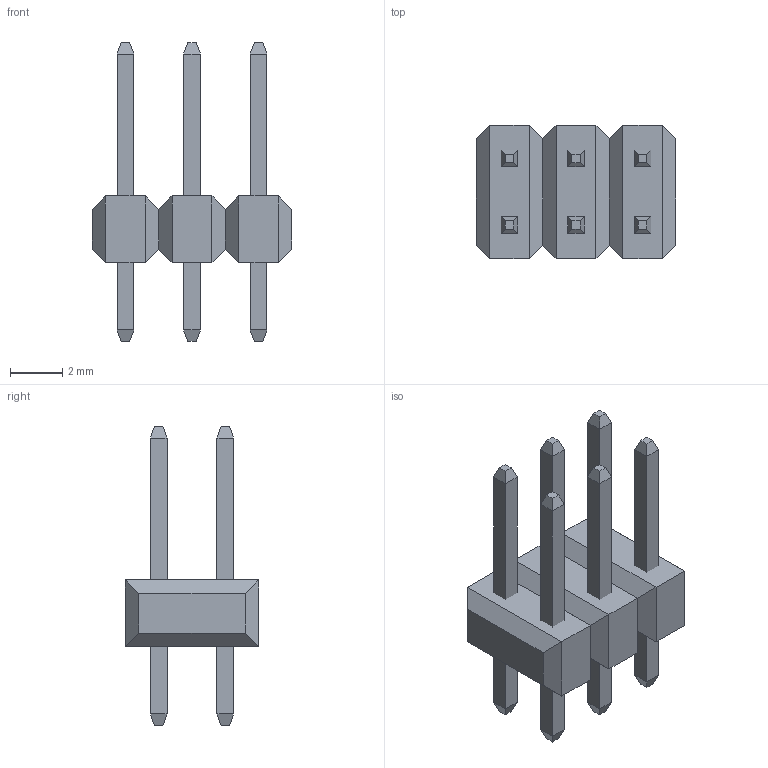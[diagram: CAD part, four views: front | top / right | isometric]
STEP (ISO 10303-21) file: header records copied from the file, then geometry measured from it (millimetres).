
FILE_DESCRIPTION(/* description */ (''),/* implementation_level */ '2;1');
FILE_NAME(/* name */ 'HDR-MA03-2.step',/* time_stamp */ '2022-05-24T19:12:59+05:30',/* author */ (''),/* organization */ (''),/* preprocessor_version */ 'ST-DEVELOPER v19',/* originating_system */ 'Autodesk Translation Framework v11.7.0.108',/* authorisation */ '');
FILE_SCHEMA (('AUTOMOTIVE_DESIGN { 1 0 10303 214 3 1 1 }'));
Length unit declared in the file: millimetre
Products named in the file (2): HDR-MA03-2; Model
Assembly tree (1 placements, depth 2):
  HDR-MA03-2
    Model
Bounding box: 7.62 x 5.08 x 11.38 mm (x, y, z)
Volume: 114.7 mm3; surface area: 312.4 mm2
Topology: 7 solids, 7 shells, 122 faces, 244 edges, 136 vertices
Faces by surface type: plane 122
Entity records: 3049 total; most frequent: CARTESIAN_POINT 505, DIRECTION 494, ORIENTED_EDGE 488, LINE 244, VECTOR 244, EDGE_CURVE 244, VERTEX_POINT 136, AXIS2_PLACEMENT_3D 125
